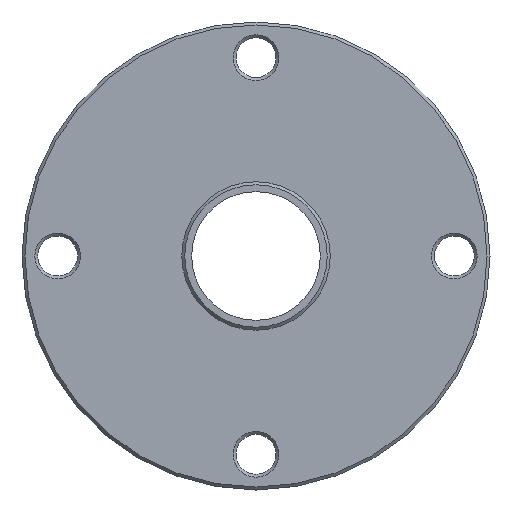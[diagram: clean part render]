
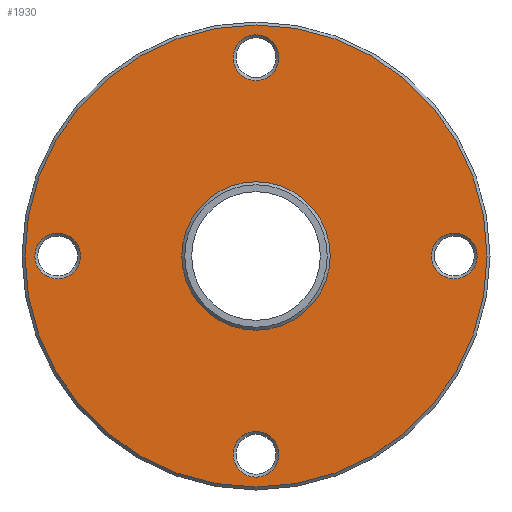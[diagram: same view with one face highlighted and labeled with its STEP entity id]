
A CAD part, front view. The second image highlights one B-rep face of the part: STEP entity #1930.
In plain terms, the highlighted planar face has unit normal (0, -1, 0).
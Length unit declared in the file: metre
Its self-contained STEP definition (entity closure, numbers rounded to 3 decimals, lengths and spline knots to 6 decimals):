
#82=PLANE('',#2192);
#208=CIRCLE('',#2193,0.009506);
#209=CIRCLE('',#2194,0.029591);
#210=CIRCLE('',#2195,0.002934);
#211=CIRCLE('',#2196,0.002934);
#212=CIRCLE('',#2197,0.002934);
#213=CIRCLE('',#2198,0.002934);
#661=ORIENTED_EDGE('',*,*,#1015,.T.);
#662=ORIENTED_EDGE('',*,*,#1016,.T.);
#663=ORIENTED_EDGE('',*,*,#1017,.T.);
#664=ORIENTED_EDGE('',*,*,#1018,.T.);
#665=ORIENTED_EDGE('',*,*,#1019,.T.);
#666=ORIENTED_EDGE('',*,*,#1020,.T.);
#1015=EDGE_CURVE('',#1188,#1188,#208,.T.);
#1016=EDGE_CURVE('',#1189,#1189,#209,.T.);
#1017=EDGE_CURVE('',#1190,#1190,#210,.T.);
#1018=EDGE_CURVE('',#1191,#1191,#211,.T.);
#1019=EDGE_CURVE('',#1192,#1192,#212,.T.);
#1020=EDGE_CURVE('',#1193,#1193,#213,.T.);
#1188=VERTEX_POINT('',#3407);
#1189=VERTEX_POINT('',#3409);
#1190=VERTEX_POINT('',#3411);
#1191=VERTEX_POINT('',#3413);
#1192=VERTEX_POINT('',#3415);
#1193=VERTEX_POINT('',#3417);
#1555=EDGE_LOOP('',(#661));
#1556=EDGE_LOOP('',(#662));
#1557=EDGE_LOOP('',(#663));
#1558=EDGE_LOOP('',(#664));
#1559=EDGE_LOOP('',(#665));
#1560=EDGE_LOOP('',(#666));
#1717=FACE_BOUND('',#1555,.T.);
#1718=FACE_BOUND('',#1556,.T.);
#1719=FACE_BOUND('',#1557,.T.);
#1720=FACE_BOUND('',#1558,.T.);
#1721=FACE_BOUND('',#1559,.T.);
#1722=FACE_BOUND('',#1560,.T.);
#1930=ADVANCED_FACE('',(#1717,#1718,#1719,#1720,#1721,#1722),#82,.T.);
#2192=AXIS2_PLACEMENT_3D('',#3405,#2812,#2813);
#2193=AXIS2_PLACEMENT_3D('',#3406,#2814,#2815);
#2194=AXIS2_PLACEMENT_3D('',#3408,#2816,#2817);
#2195=AXIS2_PLACEMENT_3D('',#3410,#2818,#2819);
#2196=AXIS2_PLACEMENT_3D('',#3412,#2820,#2821);
#2197=AXIS2_PLACEMENT_3D('',#3414,#2822,#2823);
#2198=AXIS2_PLACEMENT_3D('',#3416,#2824,#2825);
#2812=DIRECTION('',(0.,-1.,0.));
#2813=DIRECTION('',(1.,0.,0.));
#2814=DIRECTION('',(0.,1.,0.));
#2815=DIRECTION('',(-1.,0.,0.));
#2816=DIRECTION('',(0.,-1.,0.));
#2817=DIRECTION('',(1.,0.,0.));
#2818=DIRECTION('',(0.,1.,0.));
#2819=DIRECTION('',(1.,0.,0.));
#2820=DIRECTION('',(0.,1.,0.));
#2821=DIRECTION('',(1.,0.,0.));
#2822=DIRECTION('',(0.,1.,0.));
#2823=DIRECTION('',(1.,0.,0.));
#2824=DIRECTION('',(0.,1.,0.));
#2825=DIRECTION('',(1.,0.,0.));
#3405=CARTESIAN_POINT('',(-0.029972,0.,0.));
#3406=CARTESIAN_POINT('',(0.,0.,0.));
#3407=CARTESIAN_POINT('',(-0.009506,0.,0.));
#3408=CARTESIAN_POINT('',(0.,0.,0.));
#3409=CARTESIAN_POINT('',(0.029591,0.,0.));
#3410=CARTESIAN_POINT('',(0.0254,0.,0.));
#3411=CARTESIAN_POINT('',(0.028334,0.,0.));
#3412=CARTESIAN_POINT('',(0.,0.,-0.0254));
#3413=CARTESIAN_POINT('',(0.002934,0.,-0.0254));
#3414=CARTESIAN_POINT('',(-0.0254,0.,0.));
#3415=CARTESIAN_POINT('',(-0.022466,0.,0.));
#3416=CARTESIAN_POINT('',(0.,0.,0.0254));
#3417=CARTESIAN_POINT('',(0.002934,0.,0.0254));
